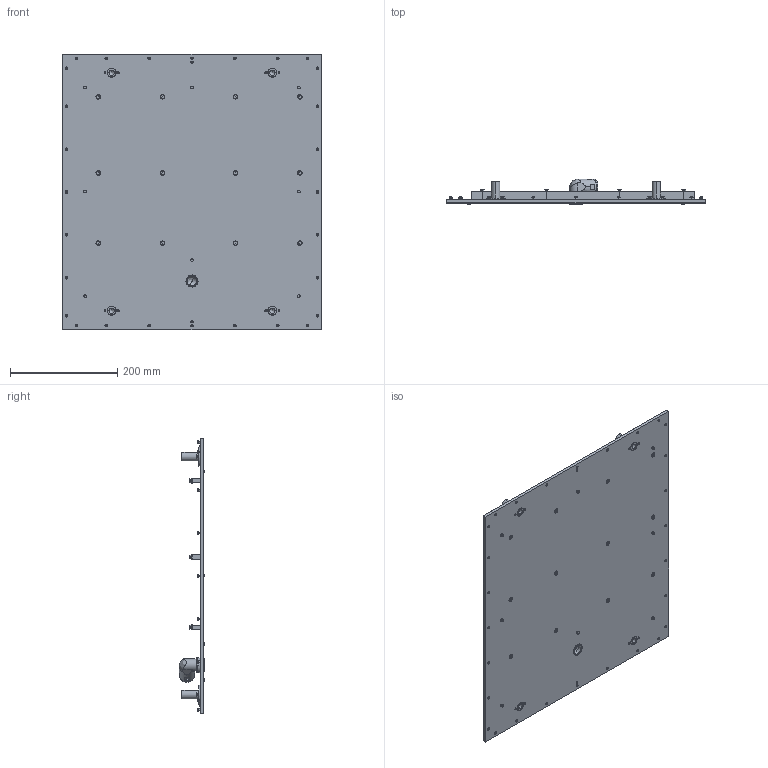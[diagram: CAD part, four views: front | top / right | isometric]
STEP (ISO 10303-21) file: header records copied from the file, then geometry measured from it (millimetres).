
FILE_DESCRIPTION (( 'STEP AP214' ), '1' );
FILE_NAME ('INGUN_11930.STEP', '2023-02-02T13:38:33', ( '' ), ( '' ), 'SwSTEP 2.0', 'SolidWorks 2021', '' );
FILE_SCHEMA (( 'AUTOMOTIVE_DESIGN' ));
Length unit declared in the file: millimetre
Products named in the file (14): 11657~0; DIN125~n_04,3 M04,0; DIN6325~n_04,0m6x008; 19420~3; DIN912~n_M04,0x008; 2394~0; Gewindebuchse~n_M04-05,0 geschlossen; DIN912~n_M04,0x020; 9829~1_S; 9830~0; INGUN_11930; 9470~7_KUNDE<Standard>; ISO7380~n_M03,0x008; 9828~0
Assembly tree (120 placements, depth 2):
  INGUN_11930
    9470~7_KUNDE<Standard>
    9829~1_S  x3
    9828~0  x4
    9830~0  x8
    11657~0
    19420~3
    DIN912~n_M04,0x020  x12
    DIN912~n_M04,0x008  x8
    DIN125~n_04,3 M04,0  x12
    DIN6325~n_04,0m6x008  x2
    2394~0  x28
    Gewindebuchse~n_M04-05,0 geschlossen  x12
    ISO7380~n_M03,0x008  x28
Bounding box: 483 x 48.4 x 514 mm (x, y, z)
Volume: 1683655.3 mm3; surface area: 627033.5 mm2
Topology: 120 solids, 120 shells, 3819 faces, 8896 edges, 5821 vertices
Faces by surface type: plane 1934, cylinder 1593, cone 178, torus 104, sphere 8, bspline 2
Entity records: 18290 total; most frequent: DIRECTION 3286, CARTESIAN_POINT 3104, ORIENTED_EDGE 2640, AXIS2_PLACEMENT_3D 1338, EDGE_CURVE 1320, VERTEX_POINT 868, EDGE_LOOP 742, CIRCLE 681
